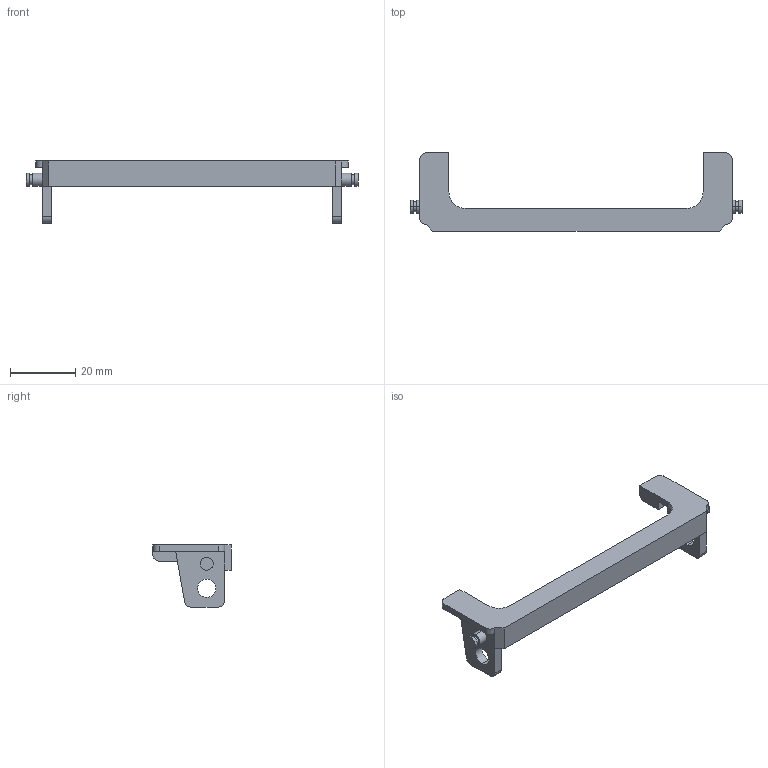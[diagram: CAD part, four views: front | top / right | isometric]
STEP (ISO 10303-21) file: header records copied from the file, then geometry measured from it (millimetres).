
FILE_DESCRIPTION (( 'STEP AP203' ), '1' );
FILE_NAME ('20-019379--CARTRIDGE LANDING LID--Rev_A.step', '2022-06-14T14:54:58', ( '' ), ( '' ), 'SwSTEP 2.0', 'SolidWorks 2021', '' );
FILE_SCHEMA (( 'CONFIG_CONTROL_DESIGN' ));
Length unit declared in the file: millimetre
Products named in the file (1): 20-019379--CARTRIDGE LANDING LID--Rev_A
Bounding box: 101.6 x 24 x 19 mm (x, y, z)
Volume: 4336.1 mm3; surface area: 4799.9 mm2
Topology: 1 solids, 1 shells, 64 faces, 162 edges, 106 vertices
Faces by surface type: plane 36, cylinder 28
Entity records: 2019 total; most frequent: DIRECTION 348, CARTESIAN_POINT 333, ORIENTED_EDGE 324, EDGE_CURVE 162, AXIS2_PLACEMENT_3D 121, LINE 106, VERTEX_POINT 106, VECTOR 106
